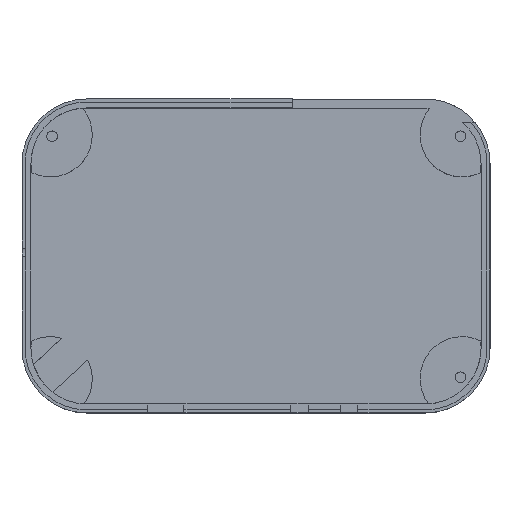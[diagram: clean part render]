
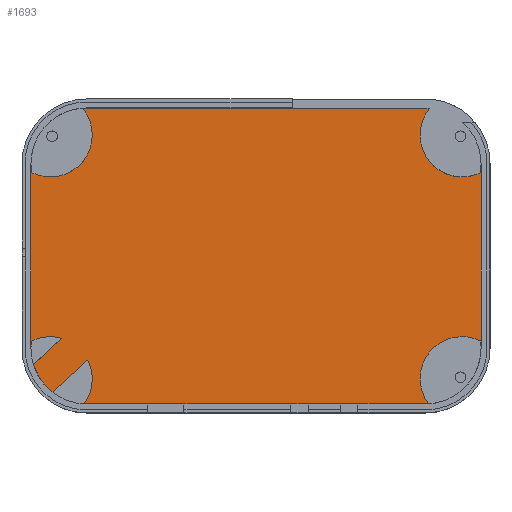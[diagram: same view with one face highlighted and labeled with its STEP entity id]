
A CAD part, top view. The second image highlights one B-rep face of the part: STEP entity #1693.
In plain terms, the highlighted planar face has unit normal (0, 0, 1).
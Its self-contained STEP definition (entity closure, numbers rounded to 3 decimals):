
#756 = VERTEX_POINT('',#757);
#757 = CARTESIAN_POINT('',(-40.15,16.5,1.65));
#763 = EDGE_CURVE('',#756,#764,#766,.T.);
#764 = VERTEX_POINT('',#765);
#765 = CARTESIAN_POINT('',(-40.15,-16.5,1.65));
#766 = LINE('',#767,#768);
#767 = CARTESIAN_POINT('',(-40.15,16.5,1.65));
#768 = VECTOR('',#769,1.);
#769 = DIRECTION('',(0.,-1.,0.));
#1451 = VERTEX_POINT('',#1452);
#1452 = CARTESIAN_POINT('',(-30.25,-26.4,1.65));
#1458 = EDGE_CURVE('',#1451,#1459,#1461,.T.);
#1459 = VERTEX_POINT('',#1460);
#1460 = CARTESIAN_POINT('',(30.25,-26.4,1.65));
#1461 = LINE('',#1462,#1463);
#1462 = CARTESIAN_POINT('',(-30.25,-26.4,1.65));
#1463 = VECTOR('',#1464,1.);
#1464 = DIRECTION('',(1.,0.,0.));
#1624 = VERTEX_POINT('',#1625);
#1625 = CARTESIAN_POINT('',(-30.25,26.4,1.65));
#1631 = EDGE_CURVE('',#1624,#1632,#1634,.T.);
#1632 = VERTEX_POINT('',#1633);
#1633 = CARTESIAN_POINT('',(-30.92,26.377,1.65));
#1634 = CIRCLE('',#1635,9.9);
#1635 = AXIS2_PLACEMENT_3D('',#1636,#1637,#1638);
#1636 = CARTESIAN_POINT('',(-30.25,16.5,1.65));
#1637 = DIRECTION('',(0.,0.,1.));
#1638 = DIRECTION('',(1.,0.,0.));
#1664 = EDGE_CURVE('',#756,#1665,#1667,.T.);
#1665 = VERTEX_POINT('',#1666);
#1666 = CARTESIAN_POINT('',(-40.016,14.878,1.65));
#1667 = CIRCLE('',#1668,9.9);
#1668 = AXIS2_PLACEMENT_3D('',#1669,#1670,#1671);
#1669 = CARTESIAN_POINT('',(-30.25,16.5,1.65));
#1670 = DIRECTION('',(0.,0.,1.));
#1671 = DIRECTION('',(1.,0.,0.));
#1693 = ADVANCED_FACE('',(#1694),#1834,.T.);
#1694 = FACE_BOUND('',#1695,.T.);
#1695 = EDGE_LOOP('',(#1696,#1697,#1698,#1707,#1716,#1724,#1733,#1741,
    #1750,#1757,#1758,#1767,#1776,#1785,#1793,#1802,#1811,#1820,#1826,
    #1827));
#1696 = ORIENTED_EDGE('',*,*,#1664,.F.);
#1697 = ORIENTED_EDGE('',*,*,#763,.T.);
#1698 = ORIENTED_EDGE('',*,*,#1699,.F.);
#1699 = EDGE_CURVE('',#1700,#764,#1702,.T.);
#1700 = VERTEX_POINT('',#1701);
#1701 = CARTESIAN_POINT('',(-40.062,-15.181,1.65));
#1702 = CIRCLE('',#1703,9.9);
#1703 = AXIS2_PLACEMENT_3D('',#1704,#1705,#1706);
#1704 = CARTESIAN_POINT('',(-30.25,-16.5,1.65));
#1705 = DIRECTION('',(0.,0.,1.));
#1706 = DIRECTION('',(1.,0.,0.));
#1707 = ORIENTED_EDGE('',*,*,#1708,.F.);
#1708 = EDGE_CURVE('',#1709,#1700,#1711,.T.);
#1709 = VERTEX_POINT('',#1710);
#1710 = CARTESIAN_POINT('',(-34.631,-14.684,1.65));
#1711 = CIRCLE('',#1712,7.5);
#1712 = AXIS2_PLACEMENT_3D('',#1713,#1714,#1715);
#1713 = CARTESIAN_POINT('',(-36.71,-21.89,1.65));
#1714 = DIRECTION('',(0.,0.,1.));
#1715 = DIRECTION('',(1.,0.,0.));
#1716 = ORIENTED_EDGE('',*,*,#1717,.F.);
#1717 = EDGE_CURVE('',#1718,#1709,#1720,.T.);
#1718 = VERTEX_POINT('',#1719);
#1719 = CARTESIAN_POINT('',(-39.725,-19.37,1.65));
#1720 = LINE('',#1721,#1722);
#1721 = CARTESIAN_POINT('',(-39.725,-19.37,1.65));
#1722 = VECTOR('',#1723,1.);
#1723 = DIRECTION('',(0.736,0.677,0.));
#1724 = ORIENTED_EDGE('',*,*,#1725,.T.);
#1725 = EDGE_CURVE('',#1718,#1726,#1728,.T.);
#1726 = VERTEX_POINT('',#1727);
#1727 = CARTESIAN_POINT('',(-36.279,-24.353,1.65));
#1728 = CIRCLE('',#1729,9.9);
#1729 = AXIS2_PLACEMENT_3D('',#1730,#1731,#1732);
#1730 = CARTESIAN_POINT('',(-30.25,-16.5,1.65));
#1731 = DIRECTION('',(0.,0.,1.));
#1732 = DIRECTION('',(1.,0.,0.));
#1733 = ORIENTED_EDGE('',*,*,#1734,.T.);
#1734 = EDGE_CURVE('',#1726,#1735,#1737,.T.);
#1735 = VERTEX_POINT('',#1736);
#1736 = CARTESIAN_POINT('',(-29.987,-18.565,1.65));
#1737 = LINE('',#1738,#1739);
#1738 = CARTESIAN_POINT('',(-36.279,-24.353,1.65));
#1739 = VECTOR('',#1740,1.);
#1740 = DIRECTION('',(0.736,0.677,0.));
#1741 = ORIENTED_EDGE('',*,*,#1742,.F.);
#1742 = EDGE_CURVE('',#1743,#1735,#1745,.T.);
#1743 = VERTEX_POINT('',#1744);
#1744 = CARTESIAN_POINT('',(-30.709,-26.389,1.65));
#1745 = CIRCLE('',#1746,7.5);
#1746 = AXIS2_PLACEMENT_3D('',#1747,#1748,#1749);
#1747 = CARTESIAN_POINT('',(-36.71,-21.89,1.65));
#1748 = DIRECTION('',(0.,0.,1.));
#1749 = DIRECTION('',(1.,0.,0.));
#1750 = ORIENTED_EDGE('',*,*,#1751,.T.);
#1751 = EDGE_CURVE('',#1743,#1451,#1752,.T.);
#1752 = CIRCLE('',#1753,9.9);
#1753 = AXIS2_PLACEMENT_3D('',#1754,#1755,#1756);
#1754 = CARTESIAN_POINT('',(-30.25,-16.5,1.65));
#1755 = DIRECTION('',(0.,0.,1.));
#1756 = DIRECTION('',(1.,0.,0.));
#1757 = ORIENTED_EDGE('',*,*,#1458,.T.);
#1758 = ORIENTED_EDGE('',*,*,#1759,.T.);
#1759 = EDGE_CURVE('',#1459,#1760,#1762,.T.);
#1760 = VERTEX_POINT('',#1761);
#1761 = CARTESIAN_POINT('',(30.787,-26.385,1.65));
#1762 = CIRCLE('',#1763,9.9);
#1763 = AXIS2_PLACEMENT_3D('',#1764,#1765,#1766);
#1764 = CARTESIAN_POINT('',(30.25,-16.5,1.65));
#1765 = DIRECTION('',(0.,0.,1.));
#1766 = DIRECTION('',(1.,0.,0.));
#1767 = ORIENTED_EDGE('',*,*,#1768,.F.);
#1768 = EDGE_CURVE('',#1769,#1760,#1771,.T.);
#1769 = VERTEX_POINT('',#1770);
#1770 = CARTESIAN_POINT('',(40.056,-15.138,1.65));
#1771 = CIRCLE('',#1772,7.5);
#1772 = AXIS2_PLACEMENT_3D('',#1773,#1774,#1775);
#1773 = CARTESIAN_POINT('',(36.79,-21.89,1.65));
#1774 = DIRECTION('',(0.,0.,1.));
#1775 = DIRECTION('',(1.,0.,0.));
#1776 = ORIENTED_EDGE('',*,*,#1777,.F.);
#1777 = EDGE_CURVE('',#1778,#1769,#1780,.T.);
#1778 = VERTEX_POINT('',#1779);
#1779 = CARTESIAN_POINT('',(40.15,-16.5,1.65));
#1780 = CIRCLE('',#1781,9.9);
#1781 = AXIS2_PLACEMENT_3D('',#1782,#1783,#1784);
#1782 = CARTESIAN_POINT('',(30.25,-16.5,1.65));
#1783 = DIRECTION('',(0.,0.,1.));
#1784 = DIRECTION('',(1.,0.,0.));
#1785 = ORIENTED_EDGE('',*,*,#1786,.T.);
#1786 = EDGE_CURVE('',#1778,#1787,#1789,.T.);
#1787 = VERTEX_POINT('',#1788);
#1788 = CARTESIAN_POINT('',(40.15,16.5,1.65));
#1789 = LINE('',#1790,#1791);
#1790 = CARTESIAN_POINT('',(40.15,-16.5,1.65));
#1791 = VECTOR('',#1792,1.);
#1792 = DIRECTION('',(0.,1.,0.));
#1793 = ORIENTED_EDGE('',*,*,#1794,.F.);
#1794 = EDGE_CURVE('',#1795,#1787,#1797,.T.);
#1795 = VERTEX_POINT('',#1796);
#1796 = CARTESIAN_POINT('',(40.009,14.836,1.65));
#1797 = CIRCLE('',#1798,9.9);
#1798 = AXIS2_PLACEMENT_3D('',#1799,#1800,#1801);
#1799 = CARTESIAN_POINT('',(30.25,16.5,1.65));
#1800 = DIRECTION('',(0.,0.,1.));
#1801 = DIRECTION('',(1.,0.,0.));
#1802 = ORIENTED_EDGE('',*,*,#1803,.F.);
#1803 = EDGE_CURVE('',#1804,#1795,#1806,.T.);
#1804 = VERTEX_POINT('',#1805);
#1805 = CARTESIAN_POINT('',(30.996,26.372,1.65));
#1806 = CIRCLE('',#1807,7.5);
#1807 = AXIS2_PLACEMENT_3D('',#1808,#1809,#1810);
#1808 = CARTESIAN_POINT('',(36.79,21.61,1.65));
#1809 = DIRECTION('',(0.,0.,1.));
#1810 = DIRECTION('',(1.,0.,0.));
#1811 = ORIENTED_EDGE('',*,*,#1812,.T.);
#1812 = EDGE_CURVE('',#1804,#1813,#1815,.T.);
#1813 = VERTEX_POINT('',#1814);
#1814 = CARTESIAN_POINT('',(30.25,26.4,1.65));
#1815 = CIRCLE('',#1816,9.9);
#1816 = AXIS2_PLACEMENT_3D('',#1817,#1818,#1819);
#1817 = CARTESIAN_POINT('',(30.25,16.5,1.65));
#1818 = DIRECTION('',(0.,0.,1.));
#1819 = DIRECTION('',(1.,0.,0.));
#1820 = ORIENTED_EDGE('',*,*,#1821,.T.);
#1821 = EDGE_CURVE('',#1813,#1624,#1822,.T.);
#1822 = LINE('',#1823,#1824);
#1823 = CARTESIAN_POINT('',(30.25,26.4,1.65));
#1824 = VECTOR('',#1825,1.);
#1825 = DIRECTION('',(-1.,0.,0.));
#1826 = ORIENTED_EDGE('',*,*,#1631,.T.);
#1827 = ORIENTED_EDGE('',*,*,#1828,.F.);
#1828 = EDGE_CURVE('',#1665,#1632,#1829,.T.);
#1829 = CIRCLE('',#1830,7.5);
#1830 = AXIS2_PLACEMENT_3D('',#1831,#1832,#1833);
#1831 = CARTESIAN_POINT('',(-36.71,21.61,1.65));
#1832 = DIRECTION('',(0.,0.,1.));
#1833 = DIRECTION('',(1.,0.,0.));
#1834 = PLANE('',#1835);
#1835 = AXIS2_PLACEMENT_3D('',#1836,#1837,#1838);
#1836 = CARTESIAN_POINT('',(-2.028,-1.096,1.65));
#1837 = DIRECTION('',(0.,0.,1.));
#1838 = DIRECTION('',(1.,0.,0.));
